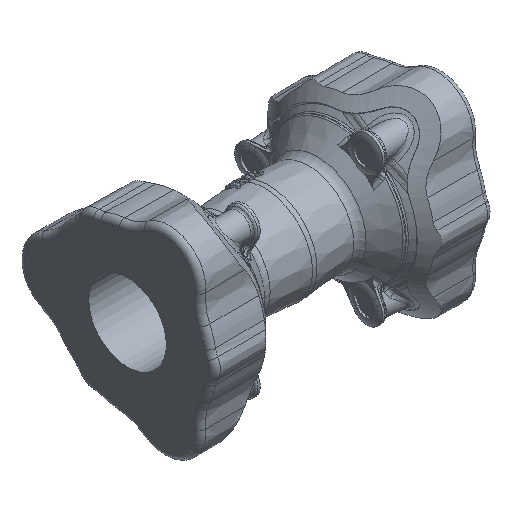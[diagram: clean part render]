
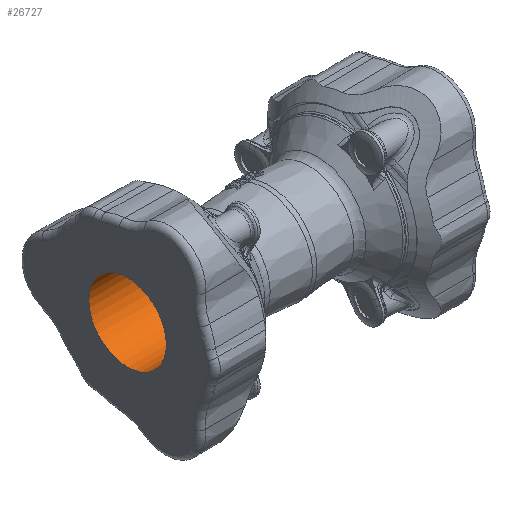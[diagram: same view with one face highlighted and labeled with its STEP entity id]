
A CAD part, isometric view. The second image highlights one B-rep face of the part: STEP entity #26727.
In plain terms, the highlighted cylindrical face has radius 35.5 mm (diameter 71 mm), a full revolution.
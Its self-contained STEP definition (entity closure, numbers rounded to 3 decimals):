
#3081 = VERTEX_POINT ( 'NONE', #8901 ) ;
#3082 = VERTEX_POINT ( 'NONE', #8903 ) ;
#5644 = AXIS2_PLACEMENT_3D ( 'NONE', #7855, #7856, #7853 ) ;
#7853 = DIRECTION ( 'NONE',  ( 0., 0., -1. ) ) ;
#7855 = CARTESIAN_POINT ( 'NONE',  ( 0., 0., 0. ) ) ;
#7856 = DIRECTION ( 'NONE',  ( 1., 0., 0. ) ) ;
#8901 = CARTESIAN_POINT ( 'NONE',  ( 127.5, 0., -35.5 ) ) ;
#8903 = CARTESIAN_POINT ( 'NONE',  ( -127.5, 0., -35.5 ) ) ;
#11532 = AXIS2_PLACEMENT_3D ( 'NONE', #24195, #24196, #24197 ) ;
#11533 = AXIS2_PLACEMENT_3D ( 'NONE', #16818, #16819, #16820 ) ;
#14065 = CIRCLE ( 'NONE', #11532, 35.5 ) ;
#14122 = CIRCLE ( 'NONE', #11533, 35.5 ) ;
#14327 = FACE_OUTER_BOUND ( 'NONE', #18113, .T. ) ;
#14330 = FACE_OUTER_BOUND ( 'NONE', #18117, .T. ) ;
#14336 = CYLINDRICAL_SURFACE ( 'NONE', #5644, 35.5 ) ;
#15489 = EDGE_CURVE ( 'NONE', #3081, #3081, #14065, .T. ) ;
#15661 = EDGE_CURVE ( 'NONE', #3082, #3082, #14122, .T. ) ;
#16818 = CARTESIAN_POINT ( 'NONE',  ( -127.5, 0., 0. ) ) ;
#16819 = DIRECTION ( 'NONE',  ( 1., 0., 0. ) ) ;
#16820 = DIRECTION ( 'NONE',  ( 0., 0., -1. ) ) ;
#18113 = EDGE_LOOP ( 'NONE', ( #20710 ) ) ;
#18117 = EDGE_LOOP ( 'NONE', ( #20708 ) ) ;
#20708 = ORIENTED_EDGE ( 'NONE', *, *, #15661, .F. ) ;
#20710 = ORIENTED_EDGE ( 'NONE', *, *, #15489, .T. ) ;
#24195 = CARTESIAN_POINT ( 'NONE',  ( 127.5, 0., 0. ) ) ;
#24196 = DIRECTION ( 'NONE',  ( 1., 0., 0. ) ) ;
#24197 = DIRECTION ( 'NONE',  ( 0., 0., -1. ) ) ;
#26727 = ADVANCED_FACE ( 'NONE', ( #14330, #14327 ), #14336, .F. ) ;
